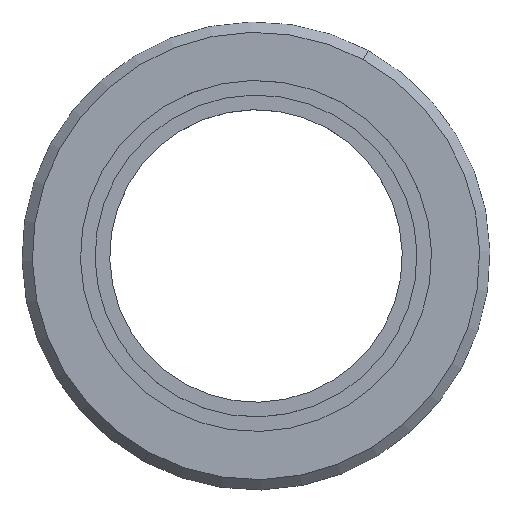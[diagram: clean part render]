
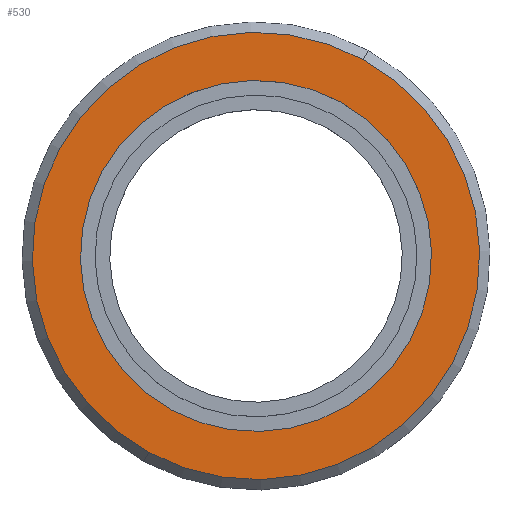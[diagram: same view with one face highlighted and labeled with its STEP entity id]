
A CAD part, top view. The second image highlights one B-rep face of the part: STEP entity #530.
In plain terms, the highlighted planar face has unit normal (0, 0, 1).
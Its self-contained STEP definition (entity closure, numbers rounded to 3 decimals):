
#332=CARTESIAN_POINT('Vertex',(7.332,13.421,-2.5)) ;
#335=CARTESIAN_POINT('Axis2P3D Location',(0.,0.,-2.5)) ;
#339=CARTESIAN_POINT('Vertex',(-7.332,-13.421,-2.5)) ;
#354=CARTESIAN_POINT('Axis2P3D Location',(0.,0.,-2.5)) ;
#371=CARTESIAN_POINT('Axis2P3D Location',(0.,0.,-2.5)) ;
#375=CARTESIAN_POINT('Vertex',(5.753,10.531,-2.5)) ;
#377=CARTESIAN_POINT('Vertex',(-5.753,-10.531,-2.5)) ;
#406=CARTESIAN_POINT('Axis2P3D Location',(0.,0.,-2.5)) ;
#517=CARTESIAN_POINT('Axis2P3D Location',(0.,12.,-2.5)) ;
#336=DIRECTION('Axis2P3D Direction',(0.,0.,-1.)) ;
#355=DIRECTION('Axis2P3D Direction',(0.,0.,-1.)) ;
#372=DIRECTION('Axis2P3D Direction',(0.,0.,-1.)) ;
#407=DIRECTION('Axis2P3D Direction',(0.,0.,-1.)) ;
#518=DIRECTION('Axis2P3D Direction',(0.,0.,-1.)) ;
#519=DIRECTION('Axis2P3D XDirection',(1.,0.,0.)) ;
#337=AXIS2_PLACEMENT_3D('Circle Axis2P3D',#335,#336,$) ;
#356=AXIS2_PLACEMENT_3D('Circle Axis2P3D',#354,#355,$) ;
#373=AXIS2_PLACEMENT_3D('Circle Axis2P3D',#371,#372,$) ;
#408=AXIS2_PLACEMENT_3D('Circle Axis2P3D',#406,#407,$) ;
#520=AXIS2_PLACEMENT_3D('Plane Axis2P3D',#517,#518,#519) ;
#523=ORIENTED_EDGE('',*,*,#341,.F.) ;
#524=ORIENTED_EDGE('',*,*,#358,.F.) ;
#527=ORIENTED_EDGE('',*,*,#410,.T.) ;
#528=ORIENTED_EDGE('',*,*,#379,.T.) ;
#529=FACE_BOUND('',#526,.T.) ;
#530=ADVANCED_FACE('Corps principal',(#525,#529),#521,.F.) ;
#338=CIRCLE('generated circle',#337,15.293) ;
#357=CIRCLE('generated circle',#356,15.293) ;
#374=CIRCLE('generated circle',#373,12.) ;
#409=CIRCLE('generated circle',#408,12.) ;
#341=EDGE_CURVE('',#333,#340,#338,.T.) ;
#358=EDGE_CURVE('',#340,#333,#357,.T.) ;
#379=EDGE_CURVE('',#376,#378,#374,.T.) ;
#410=EDGE_CURVE('',#378,#376,#409,.T.) ;
#522=EDGE_LOOP('',(#523,#524)) ;
#526=EDGE_LOOP('',(#527,#528)) ;
#525=FACE_OUTER_BOUND('',#522,.T.) ;
#521=PLANE('Plane',#520) ;
#333=VERTEX_POINT('',#332) ;
#340=VERTEX_POINT('',#339) ;
#376=VERTEX_POINT('',#375) ;
#378=VERTEX_POINT('',#377) ;
